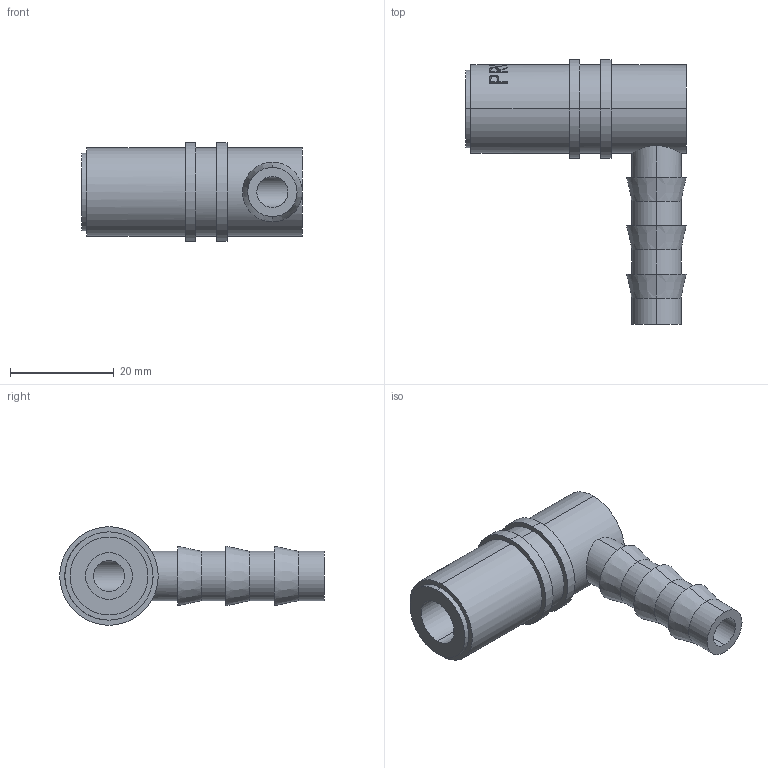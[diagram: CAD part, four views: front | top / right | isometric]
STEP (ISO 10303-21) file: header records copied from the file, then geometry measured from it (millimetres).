
FILE_DESCRIPTION (( 'STEP AP203' ), '1' );
FILE_NAME ('58c9.STEP', '2022-07-20T09:17:32', ( '' ), ( '' ), 'SwSTEP 2.0', 'SolidWorks 2019', '' );
FILE_SCHEMA (( 'CONFIG_CONTROL_DESIGN' ));
Length unit declared in the file: millimetre
Products named in the file (1): 58c9
Bounding box: 42.5 x 51 x 19 mm (x, y, z)
Volume: 9807.5 mm3; surface area: 6281.2 mm2
Topology: 3 solids, 3 shells, 127 faces, 310 edges, 204 vertices
Faces by surface type: plane 44, bspline 42, cylinder 35, cone 6
Entity records: 7815 total; most frequent: CARTESIAN_POINT 5048, ORIENTED_EDGE 620, DIRECTION 434, EDGE_CURVE 310, VERTEX_POINT 204, AXIS2_PLACEMENT_3D 178, EDGE_LOOP 148, B_SPLINE_CURVE_WITH_KNOTS 138
